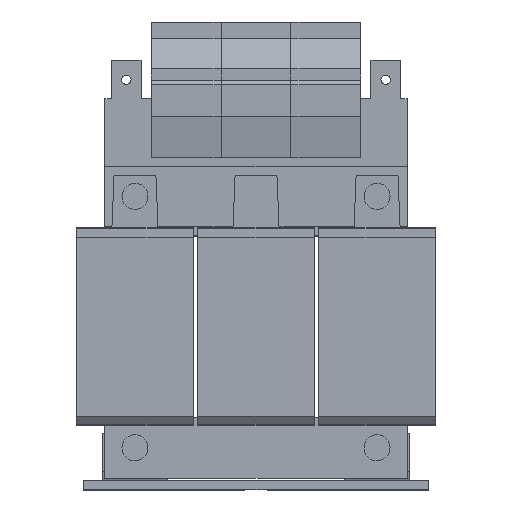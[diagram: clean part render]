
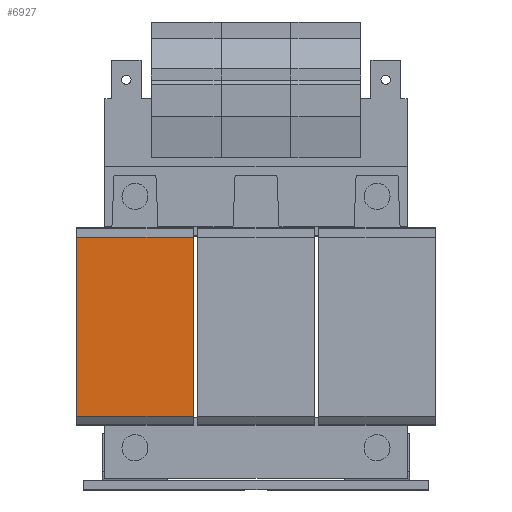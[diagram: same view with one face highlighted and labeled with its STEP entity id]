
A CAD part, top view. The second image highlights one B-rep face of the part: STEP entity #6927.
In plain terms, the highlighted planar face has unit normal (0, 0, 1).
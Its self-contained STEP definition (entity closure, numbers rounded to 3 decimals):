
#149 = AXIS2_PLACEMENT_3D ( 'NONE', #7826, #1469, #13080 ) ;
#247 = DIRECTION ( 'NONE',  ( 0., -1., 0. ) ) ;
#318 = PLANE ( 'NONE',  #149 ) ;
#434 = LINE ( 'NONE', #4312, #4395 ) ;
#921 = CARTESIAN_POINT ( 'NONE',  ( -38.5, -20.25, 17.95 ) ) ;
#935 = LINE ( 'NONE', #3473, #3414 ) ;
#1410 = ORIENTED_EDGE ( 'NONE', *, *, #10108, .F. ) ;
#1469 = DIRECTION ( 'NONE',  ( 0., 0., -1. ) ) ;
#1683 = ORIENTED_EDGE ( 'NONE', *, *, #7946, .T. ) ;
#1794 = FACE_OUTER_BOUND ( 'NONE', #3949, .T. ) ;
#2205 = VERTEX_POINT ( 'NONE', #12095 ) ;
#2349 = ORIENTED_EDGE ( 'NONE', *, *, #9035, .F. ) ;
#2962 = CARTESIAN_POINT ( 'NONE',  ( -13.5, 18.25, 17.95 ) ) ;
#3414 = VECTOR ( 'NONE', #10905, 1000. ) ;
#3473 = CARTESIAN_POINT ( 'NONE',  ( -38.5, 18.25, 17.95 ) ) ;
#3949 = EDGE_LOOP ( 'NONE', ( #1683, #1410, #2349, #4868 ) ) ;
#4189 = VECTOR ( 'NONE', #247, 1000. ) ;
#4312 = CARTESIAN_POINT ( 'NONE',  ( -13.5, -20.25, 17.95 ) ) ;
#4395 = VECTOR ( 'NONE', #12552, 1000. ) ;
#4868 = ORIENTED_EDGE ( 'NONE', *, *, #11871, .T. ) ;
#4882 = CARTESIAN_POINT ( 'NONE',  ( -13.5, 18.25, 17.95 ) ) ;
#5907 = DIRECTION ( 'NONE',  ( -1., 0., 0. ) ) ;
#6665 = LINE ( 'NONE', #4882, #12809 ) ;
#6927 = ADVANCED_FACE ( 'Defeature ausgef�hrt1_240', ( #1794 ), #318, .F. ) ;
#7027 = LINE ( 'NONE', #12999, #4189 ) ;
#7826 = CARTESIAN_POINT ( 'NONE',  ( -13.5, 18.25, 17.95 ) ) ;
#7946 = EDGE_CURVE ( 'Defeature ausgef�hrt1_240+Defeature ausgef�hrt1_217+Defeature ausgef�hrt1_219+Defeature ausgef�hrt1_239', #2205, #13299, #935, .T. ) ;
#9035 = EDGE_CURVE ( 'Defeature ausgef�hrt1_218+Defeature ausgef�hrt1_240+Defeature ausgef�hrt1_219+Defeature ausgef�hrt1_239', #11940, #10574, #7027, .T. ) ;
#10108 = EDGE_CURVE ( 'Defeature ausgef�hrt1_239+Defeature ausgef�hrt1_240+Defeature ausgef�hrt1_218+Defeature ausgef�hrt1_217', #10574, #13299, #434, .T. ) ;
#10574 = VERTEX_POINT ( 'NONE', #12676 ) ;
#10905 = DIRECTION ( 'NONE',  ( 0., -1., 0. ) ) ;
#11871 = EDGE_CURVE ( 'Defeature ausgef�hrt1_240+Defeature ausgef�hrt1_219+Defeature ausgef�hrt1_218+Defeature ausgef�hrt1_217', #11940, #2205, #6665, .T. ) ;
#11940 = VERTEX_POINT ( 'NONE', #2962 ) ;
#12095 = CARTESIAN_POINT ( 'NONE',  ( -38.5, 18.25, 17.95 ) ) ;
#12552 = DIRECTION ( 'NONE',  ( -1., 0., 0. ) ) ;
#12676 = CARTESIAN_POINT ( 'NONE',  ( -13.5, -20.25, 17.95 ) ) ;
#12809 = VECTOR ( 'NONE', #5907, 1000. ) ;
#12999 = CARTESIAN_POINT ( 'NONE',  ( -13.5, 18.25, 17.95 ) ) ;
#13080 = DIRECTION ( 'NONE',  ( -1., 0., 0. ) ) ;
#13299 = VERTEX_POINT ( 'NONE', #921 ) ;
